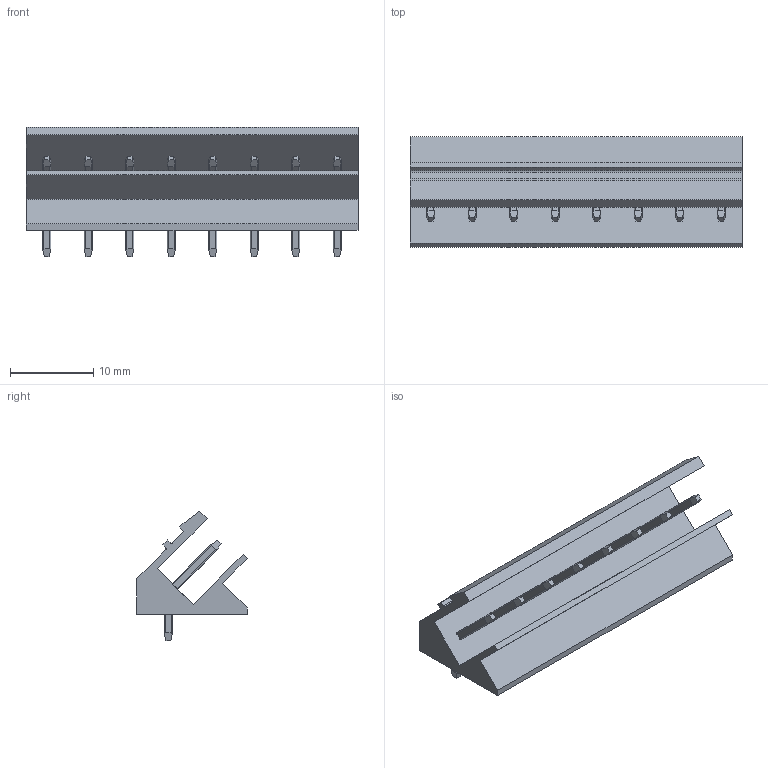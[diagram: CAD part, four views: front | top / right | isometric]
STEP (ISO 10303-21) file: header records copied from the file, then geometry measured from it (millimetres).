
FILE_DESCRIPTION(('CATIA V5 STEP Exchange','CAx-IF Rec.Pracs.--- Model Styling and Organization---1.2---2011-12-15'),'2;1');
FILE_NAME ('D1453850_0_1630310000_1630310000.stp','2018-10-13T04:08:15+00:00',('none'),('Weidmueller'),'CATIA Version 5-6 Release 2014','CATIA V5 STEP AP214','none');
FILE_SCHEMA(('AUTOMOTIVE_DESIGN { 1 0 10303 214 1 1 1 1 }'));
Length unit declared in the file: millimetre
Products named in the file (1): 1630310000
Bounding box: 40 x 13.3 x 15.63 mm (x, y, z)
Volume: 2386.2 mm3; surface area: 3242.1 mm2
Topology: 9 solids, 9 shells, 326 faces, 860 edges, 552 vertices
Faces by surface type: plane 196, cylinder 130
Entity records: 11750 total; most frequent: CARTESIAN_POINT 4412, ORIENTED_EDGE 1720, DIRECTION 1092, EDGE_CURVE 854, VECTOR 598, LINE 598, VERTEX_POINT 544, EDGE_LOOP 342
